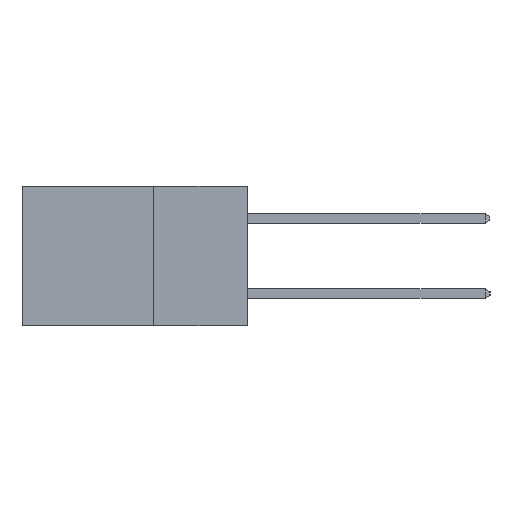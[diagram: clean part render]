
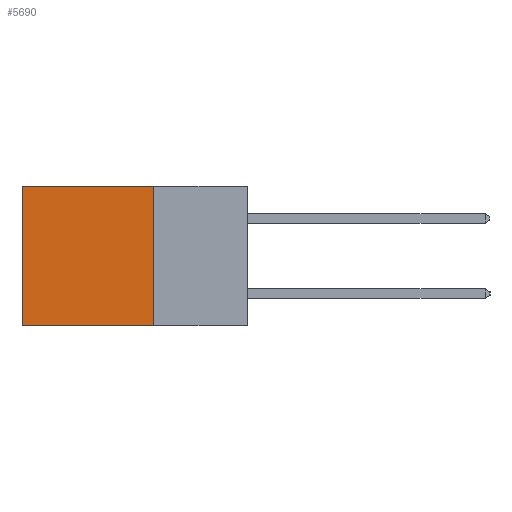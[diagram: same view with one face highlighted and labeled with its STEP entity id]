
A CAD part, left-side view. The second image highlights one B-rep face of the part: STEP entity #5690.
In plain terms, the highlighted planar face has unit normal (-1, 0, 0).
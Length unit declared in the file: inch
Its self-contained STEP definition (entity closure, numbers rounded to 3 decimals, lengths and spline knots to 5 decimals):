
#46 = VERTEX_POINT ( 'NONE', #4508 ) ;
#672 = VECTOR ( 'NONE', #4032, 39.37008 ) ;
#705 = VERTEX_POINT ( 'NONE', #8221 ) ;
#1215 = ORIENTED_EDGE ( 'NONE', *, *, #10856, .T. ) ;
#2024 = DIRECTION ( 'NONE',  ( 0., 1., 0. ) ) ;
#2188 = LINE ( 'NONE', #8092, #8462 ) ;
#2543 = EDGE_CURVE ( 'NONE', #5917, #46, #2188, .T. ) ;
#3352 = EDGE_CURVE ( 'NONE', #705, #5917, #12843, .T. ) ;
#3975 = CARTESIAN_POINT ( 'NONE',  ( 0.2615, 0.6, -0.37 ) ) ;
#4032 = DIRECTION ( 'NONE',  ( 0., 0., -1. ) ) ;
#4508 = CARTESIAN_POINT ( 'NONE',  ( 0.2615, 0.6, -0.37 ) ) ;
#4739 = ORIENTED_EDGE ( 'NONE', *, *, #13289, .T. ) ;
#5337 = VECTOR ( 'NONE', #2024, 39.37008 ) ;
#5690 = ADVANCED_FACE ( 'NONE', ( #9505 ), #12250, .F. ) ;
#5917 = VERTEX_POINT ( 'NONE', #14820 ) ;
#6750 = VECTOR ( 'NONE', #9819, 39.37008 ) ;
#8056 = DIRECTION ( 'NONE',  ( 0., 1., 0. ) ) ;
#8092 = CARTESIAN_POINT ( 'NONE',  ( 0.2615, 0.25, -0.37 ) ) ;
#8221 = CARTESIAN_POINT ( 'NONE',  ( 0.2615, 0.25, 0. ) ) ;
#8462 = VECTOR ( 'NONE', #8056, 39.37008 ) ;
#8473 = LINE ( 'NONE', #12901, #5337 ) ;
#8733 = ORIENTED_EDGE ( 'NONE', *, *, #3352, .F. ) ;
#9505 = FACE_OUTER_BOUND ( 'NONE', #14199, .T. ) ;
#9542 = CARTESIAN_POINT ( 'NONE',  ( 0.2615, 0.25, -0.37 ) ) ;
#9684 = LINE ( 'NONE', #3975, #672 ) ;
#9819 = DIRECTION ( 'NONE',  ( 0., 0., -1. ) ) ;
#9972 = CARTESIAN_POINT ( 'NONE',  ( 0.2615, 0.6, 0. ) ) ;
#10154 = VERTEX_POINT ( 'NONE', #9972 ) ;
#10368 = ORIENTED_EDGE ( 'NONE', *, *, #2543, .F. ) ;
#10856 = EDGE_CURVE ( 'NONE', #705, #10154, #8473, .T. ) ;
#12250 = PLANE ( 'NONE',  #13595 ) ;
#12708 = DIRECTION ( 'NONE',  ( 0., 0., -1. ) ) ;
#12715 = DIRECTION ( 'NONE',  ( 1., 0., 0. ) ) ;
#12769 = CARTESIAN_POINT ( 'NONE',  ( 0.2615, 0.25, -0.37 ) ) ;
#12843 = LINE ( 'NONE', #9542, #6750 ) ;
#12901 = CARTESIAN_POINT ( 'NONE',  ( 0.2615, 0.25, 0. ) ) ;
#13289 = EDGE_CURVE ( 'NONE', #10154, #46, #9684, .T. ) ;
#13595 = AXIS2_PLACEMENT_3D ( 'NONE', #12769, #12715, #12708 ) ;
#14199 = EDGE_LOOP ( 'NONE', ( #4739, #10368, #8733, #1215 ) ) ;
#14820 = CARTESIAN_POINT ( 'NONE',  ( 0.2615, 0.25, -0.37 ) ) ;
